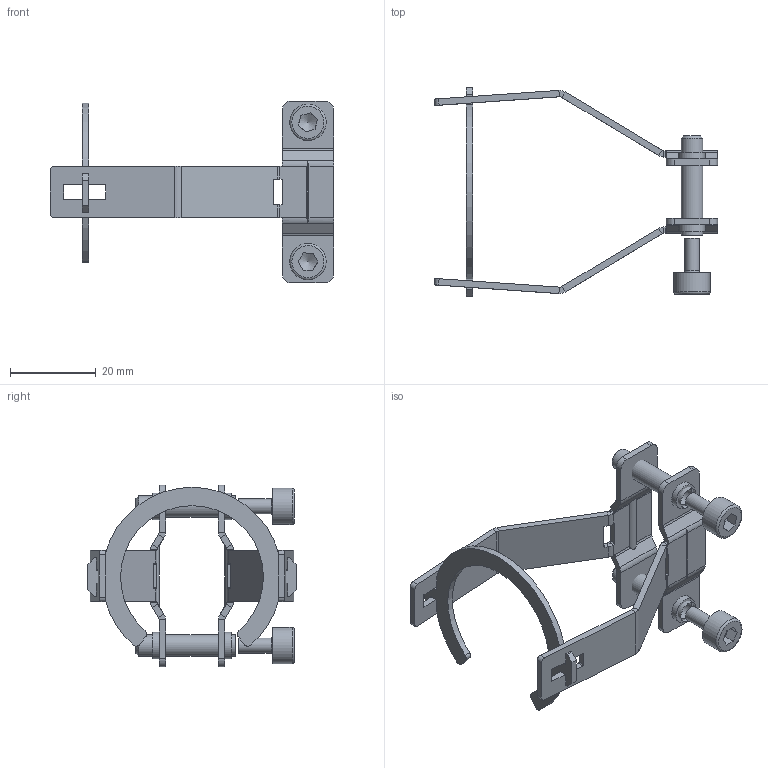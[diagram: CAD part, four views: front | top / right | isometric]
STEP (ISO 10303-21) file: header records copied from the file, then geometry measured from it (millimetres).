
FILE_DESCRIPTION(/* description */ (''),/* implementation_level */ '2;1');
FILE_NAME(/* name */ '3752 B 4a.stp',/* time_stamp */ '2023-06-14T14:36:51+05:00',/* author */ ('vinaykumark'),/* organization */ (''),/* preprocessor_version */ 'ST-DEVELOPER v18',/* originating_system */ 'Autodesk Inventor 2020',/* authorisation */ '');
FILE_SCHEMA (('AUTOMOTIVE_DESIGN { 1 0 10303 214 3 1 1 }'));
Length unit declared in the file: centimetre
Products named in the file (1): Part1
Bounding box: 66.23 x 48.69 x 42.56 mm (x, y, z)
Volume: 5757 mm3; surface area: 8354.9 mm2
Topology: 5 solids, 5 shells, 266 faces, 729 edges, 532 vertices
Faces by surface type: plane 168, cylinder 88, cone 6, torus 4
Full cylindrical faces by diameter (mm): 3.5 x2, 4.134 x4, 5 x2, 6.2 x4, 8.5 x2
Entity records: 8522 total; most frequent: CARTESIAN_POINT 1593, DIRECTION 1384, ORIENTED_EDGE 1340, EDGE_CURVE 670, AXIS2_PLACEMENT_3D 477, LINE 430, VECTOR 430, VERTEX_POINT 418
